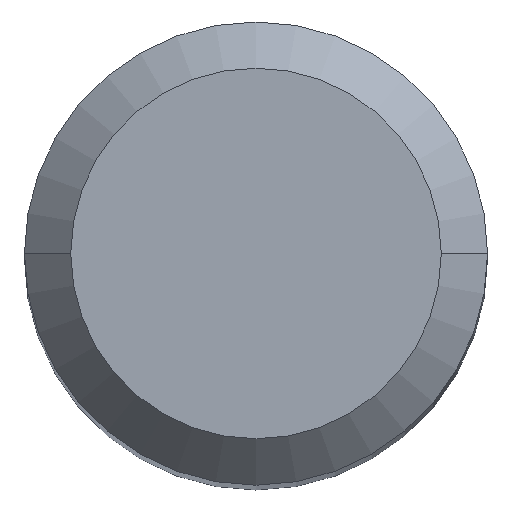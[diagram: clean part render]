
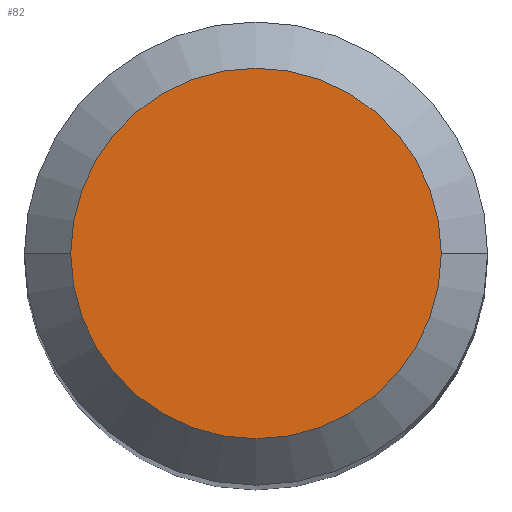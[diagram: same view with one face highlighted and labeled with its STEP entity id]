
A CAD part, top view. The second image highlights one B-rep face of the part: STEP entity #82.
In plain terms, the highlighted planar face has unit normal (0, 0, 1).
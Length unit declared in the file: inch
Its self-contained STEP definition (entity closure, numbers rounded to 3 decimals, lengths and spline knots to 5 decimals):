
#18 = AXIS2_PLACEMENT_3D ( 'NONE', #86, #357, #200 ) ;
#21 = CARTESIAN_POINT ( 'NONE',  ( 0., 0., 0. ) ) ;
#59 = VERTEX_POINT ( 'NONE', #425 ) ;
#82 = ADVANCED_FACE ( 'NONE', ( #164 ), #280, .F. ) ;
#86 = CARTESIAN_POINT ( 'NONE',  ( 0., 0., 0. ) ) ;
#98 = AXIS2_PLACEMENT_3D ( 'NONE', #21, #182, #476 ) ;
#106 = DIRECTION ( 'NONE',  ( 1., 0., 0. ) ) ;
#127 = EDGE_LOOP ( 'NONE', ( #401, #270 ) ) ;
#157 = CIRCLE ( 'NONE', #323, 0.09448 ) ;
#162 = CARTESIAN_POINT ( 'NONE',  ( 0.09448, 0., 0. ) ) ;
#164 = FACE_OUTER_BOUND ( 'NONE', #127, .T. ) ;
#175 = VERTEX_POINT ( 'NONE', #162 ) ;
#182 = DIRECTION ( 'NONE',  ( 0., 0., 1. ) ) ;
#200 = DIRECTION ( 'NONE',  ( -1., 0., 0. ) ) ;
#221 = CIRCLE ( 'NONE', #98, 0.09448 ) ;
#224 = DIRECTION ( 'NONE',  ( 0., 0., 1. ) ) ;
#235 = CARTESIAN_POINT ( 'NONE',  ( 0., 0., 0. ) ) ;
#243 = EDGE_CURVE ( 'NONE', #175, #59, #221, .T. ) ;
#270 = ORIENTED_EDGE ( 'NONE', *, *, #243, .T. ) ;
#280 = PLANE ( 'NONE',  #18 ) ;
#323 = AXIS2_PLACEMENT_3D ( 'NONE', #235, #224, #106 ) ;
#357 = DIRECTION ( 'NONE',  ( 0., 0., -1. ) ) ;
#401 = ORIENTED_EDGE ( 'NONE', *, *, #423, .T. ) ;
#423 = EDGE_CURVE ( 'NONE', #59, #175, #157, .T. ) ;
#425 = CARTESIAN_POINT ( 'NONE',  ( -0.09448, 0., 0. ) ) ;
#476 = DIRECTION ( 'NONE',  ( 1., 0., 0. ) ) ;
